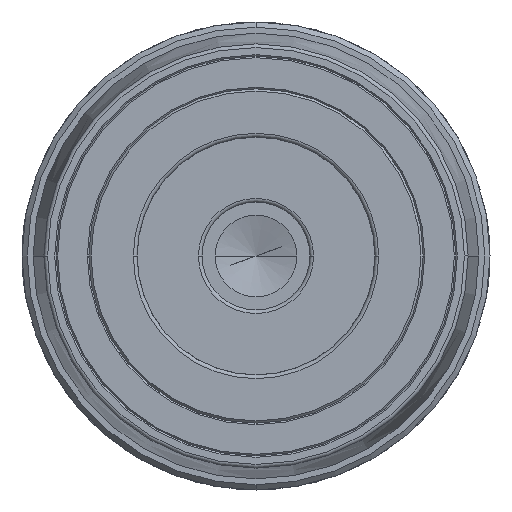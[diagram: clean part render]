
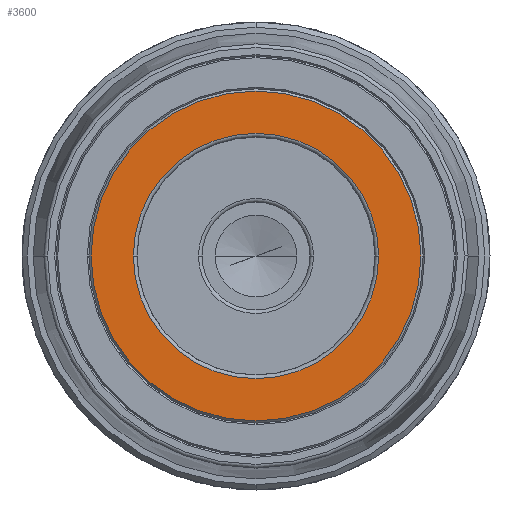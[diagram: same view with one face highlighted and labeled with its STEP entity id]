
A CAD part, front view. The second image highlights one B-rep face of the part: STEP entity #3600.
In plain terms, the highlighted planar face has unit normal (0, -1, 0).
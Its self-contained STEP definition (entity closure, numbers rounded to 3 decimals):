
#1245=CARTESIAN_POINT('',(0.,-55.,0.));
#1246=DIRECTION('',(0.,1.,0.));
#1247=DIRECTION('',(1.,0.,0.));
#1248=AXIS2_PLACEMENT_3D('',#1245,#1246,#1247);
#1259=CARTESIAN_POINT('',(0.,-55.,0.));
#1260=DIRECTION('',(0.,-1.,0.));
#1261=DIRECTION('',(1.,0.,0.));
#1262=AXIS2_PLACEMENT_3D('',#1259,#1260,#1261);
#1264=CARTESIAN_POINT('',(0.,-55.,0.));
#1265=DIRECTION('',(0.,1.,0.));
#1266=DIRECTION('',(1.,0.,0.));
#1267=AXIS2_PLACEMENT_3D('',#1264,#1265,#1266);
#1279=CARTESIAN_POINT('',(0.,-55.,0.));
#1280=DIRECTION('',(0.,1.,0.));
#1281=DIRECTION('',(-1.,0.,0.));
#1282=AXIS2_PLACEMENT_3D('',#1279,#1280,#1281);
#1699=CARTESIAN_POINT('',(22.2,-55.,0.));
#1700=CARTESIAN_POINT('',(-22.2,-55.,0.));
#1701=VERTEX_POINT('',#1699);
#1702=VERTEX_POINT('',#1700);
#1723=CARTESIAN_POINT('',(16.515,-55.,0.));
#1724=CARTESIAN_POINT('',(-16.515,-55.,0.));
#1725=VERTEX_POINT('',#1723);
#1726=VERTEX_POINT('',#1724);
#3585=CARTESIAN_POINT('',(0.,-55.,0.));
#3586=DIRECTION('',(0.,-1.,0.));
#3587=DIRECTION('',(-1.,0.,0.));
#3588=AXIS2_PLACEMENT_3D('',#3585,#3586,#3587);
#3589=PLANE('',#3588);
#3590=ORIENTED_EDGE('',*,*,#3579,.F.);
#3591=ORIENTED_EDGE('',*,*,#3565,.T.);
#3592=EDGE_LOOP('',(#3590,#3591));
#3593=FACE_OUTER_BOUND('',#3592,.F.);
#3595=ORIENTED_EDGE('',*,*,#3594,.F.);
#3597=ORIENTED_EDGE('',*,*,#3596,.F.);
#3598=EDGE_LOOP('',(#3595,#3597));
#3599=FACE_BOUND('',#3598,.F.);
#3600=ADVANCED_FACE('',(#3593,#3599),#3589,.T.);
#1249=CIRCLE('',#1248,22.2);
#1263=CIRCLE('',#1262,22.2);
#1268=CIRCLE('',#1267,16.515);
#1283=CIRCLE('',#1282,16.515);
#3565=EDGE_CURVE('',#1701,#1702,#1249,.T.);
#3579=EDGE_CURVE('',#1701,#1702,#1263,.T.);
#3594=EDGE_CURVE('',#1725,#1726,#1268,.T.);
#3596=EDGE_CURVE('',#1726,#1725,#1283,.T.);
